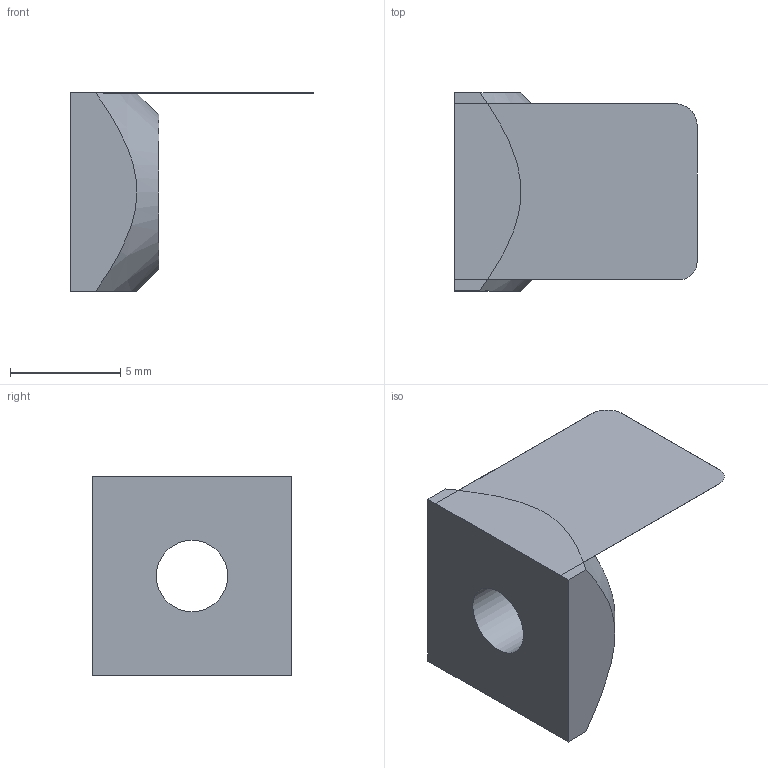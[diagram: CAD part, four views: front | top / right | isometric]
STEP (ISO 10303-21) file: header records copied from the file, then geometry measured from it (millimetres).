
FILE_DESCRIPTION(/* description */ ('Matice čtvercová s pružinou pro drážku 6'),/* implementation_level */ '2;1');
FILE_NAME(/* name */ '210642.stp',/* time_stamp */ '2022-09-20T13:10:33+02:00',/* author */ ('aluteckkpl_tw'),/* organization */ (''),/* preprocessor_version */ 'ST-DEVELOPER v18.1',/* originating_system */ 'Autodesk Inventor 2021',/* authorisation */ '');
FILE_SCHEMA (('AUTOMOTIVE_DESIGN { 1 0 10303 214 3 1 1 }'));
Length unit declared in the file: millimetre
Products named in the file (1): 210642-ZP
Bounding box: 11 x 9 x 9 mm (x, y, z)
Volume: 251.3 mm3; surface area: 511.5 mm2
Topology: 1 solids, 2 shells, 15 faces, 44 edges, 32 vertices
Faces by surface type: plane 11, cylinder 3, cone 1
Full cylindrical faces by diameter (mm): 3.242 x1
Entity records: 555 total; most frequent: CARTESIAN_POINT 110, ORIENTED_EDGE 82, DIRECTION 78, EDGE_CURVE 44, VERTEX_POINT 32, AXIS2_PLACEMENT_3D 27, LINE 24, VECTOR 24
